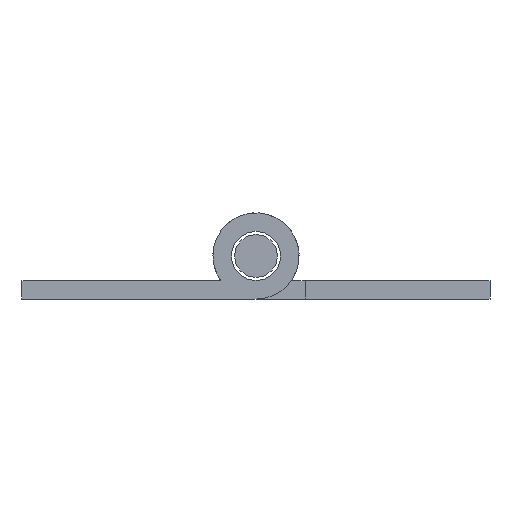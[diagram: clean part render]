
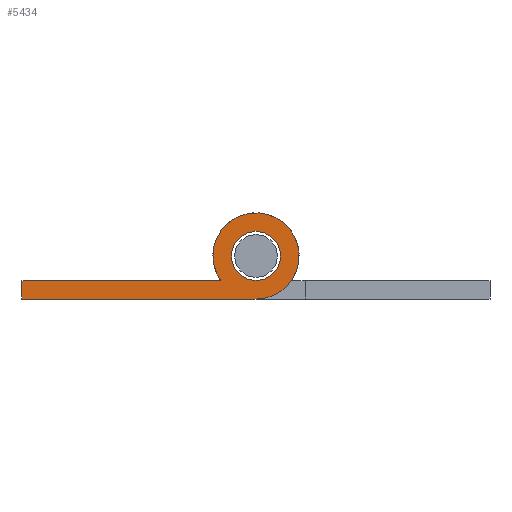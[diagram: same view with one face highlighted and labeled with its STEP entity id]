
A CAD part, front view. The second image highlights one B-rep face of the part: STEP entity #5434.
In plain terms, the highlighted planar face has unit normal (0, -1, 0).
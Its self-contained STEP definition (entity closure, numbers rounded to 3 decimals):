
#4761 = VERTEX_POINT ( 'NONE', #14228 ) ;
#4819 = EDGE_CURVE ( 'NONE', #4820, #4761, #14300, .T. ) ;
#4820 = VERTEX_POINT ( 'NONE', #14295 ) ;
#5434 = ADVANCED_FACE ( 'NONE', ( #15539, #15538 ), #15537, .F. ) ;
#5435 = EDGE_LOOP ( 'NONE', ( #5436, #5440, #5498, #5501 ) ) ;
#5436 = ORIENTED_EDGE ( 'NONE', *, *, #5437, .F. ) ;
#5437 = EDGE_CURVE ( 'NONE', #5438, #5439, #15536, .T. ) ;
#5438 = VERTEX_POINT ( 'NONE', #15591 ) ;
#5439 = VERTEX_POINT ( 'NONE', #15590 ) ;
#5440 = ORIENTED_EDGE ( 'NONE', *, *, #5497, .F. ) ;
#5441 = VERTEX_POINT ( 'NONE', #15589 ) ;
#5497 = EDGE_CURVE ( 'NONE', #5441, #5438, #15678, .T. ) ;
#5498 = ORIENTED_EDGE ( 'NONE', *, *, #5499, .F. ) ;
#5499 = EDGE_CURVE ( 'NONE', #5500, #5441, #15674, .T. ) ;
#5500 = VERTEX_POINT ( 'NONE', #15669 ) ;
#5501 = ORIENTED_EDGE ( 'NONE', *, *, #5502, .F. ) ;
#5502 = EDGE_CURVE ( 'NONE', #5439, #5500, #15668, .T. ) ;
#5503 = EDGE_LOOP ( 'NONE', ( #5504, #5505 ) ) ;
#5504 = ORIENTED_EDGE ( 'NONE', *, *, #4819, .T. ) ;
#5505 = ORIENTED_EDGE ( 'NONE', *, *, #5506, .T. ) ;
#5506 = EDGE_CURVE ( 'NONE', #4761, #4820, #15664, .T. ) ;
#14228 = CARTESIAN_POINT ( 'NONE',  ( 0., -900., 2. ) ) ;
#14295 = CARTESIAN_POINT ( 'NONE',  ( 0., -900., -2. ) ) ;
#14296 = DIRECTION ( 'NONE',  ( 0., 0., 1. ) ) ;
#14297 = DIRECTION ( 'NONE',  ( 0., 1., 0. ) ) ;
#14298 = CARTESIAN_POINT ( 'NONE',  ( 0., -900., 0. ) ) ;
#14299 = AXIS2_PLACEMENT_3D ( 'NONE', #14298, #14297, #14296 ) ;
#14300 = CIRCLE ( 'NONE', #14299, 2. ) ;
#15532 = DIRECTION ( 'NONE',  ( 0., 0., 1. ) ) ;
#15533 = DIRECTION ( 'NONE',  ( 0., 1., 0. ) ) ;
#15534 = CARTESIAN_POINT ( 'NONE',  ( 0., -900., 0. ) ) ;
#15535 = AXIS2_PLACEMENT_3D ( 'NONE', #15534, #15533, #15532 ) ;
#15536 = LINE ( 'NONE', #15594, #15593 ) ;
#15537 = PLANE ( 'NONE',  #15535 ) ;
#15538 = FACE_BOUND ( 'NONE', #5503, .T. ) ;
#15539 = FACE_OUTER_BOUND ( 'NONE', #5435, .T. ) ;
#15589 = CARTESIAN_POINT ( 'NONE',  ( 0., -900., -3.5 ) ) ;
#15590 = CARTESIAN_POINT ( 'NONE',  ( -19., -900., -2. ) ) ;
#15591 = CARTESIAN_POINT ( 'NONE',  ( -19., -900., -3.5 ) ) ;
#15592 = DIRECTION ( 'NONE',  ( 0., 0., 1. ) ) ;
#15593 = VECTOR ( 'NONE', #15592, 1000. ) ;
#15594 = CARTESIAN_POINT ( 'NONE',  ( -19., -900., -2. ) ) ;
#15660 = DIRECTION ( 'NONE',  ( 0., 0., 1. ) ) ;
#15661 = DIRECTION ( 'NONE',  ( 0., 1., 0. ) ) ;
#15662 = CARTESIAN_POINT ( 'NONE',  ( 0., -900., 0. ) ) ;
#15663 = AXIS2_PLACEMENT_3D ( 'NONE', #15662, #15661, #15660 ) ;
#15664 = CIRCLE ( 'NONE', #15663, 2. ) ;
#15665 = DIRECTION ( 'NONE',  ( 1., 0., 0. ) ) ;
#15666 = VECTOR ( 'NONE', #15665, 1000. ) ;
#15667 = CARTESIAN_POINT ( 'NONE',  ( -2.872, -900., -2. ) ) ;
#15668 = LINE ( 'NONE', #15667, #15666 ) ;
#15669 = CARTESIAN_POINT ( 'NONE',  ( -2.872, -900., -2. ) ) ;
#15670 = DIRECTION ( 'NONE',  ( 0., 0., 1. ) ) ;
#15671 = DIRECTION ( 'NONE',  ( 0., 1., 0. ) ) ;
#15672 = CARTESIAN_POINT ( 'NONE',  ( 0., -900., 0. ) ) ;
#15673 = AXIS2_PLACEMENT_3D ( 'NONE', #15672, #15671, #15670 ) ;
#15674 = CIRCLE ( 'NONE', #15673, 3.5 ) ;
#15675 = DIRECTION ( 'NONE',  ( -1., 0., 0. ) ) ;
#15676 = VECTOR ( 'NONE', #15675, 1000. ) ;
#15677 = CARTESIAN_POINT ( 'NONE',  ( -19., -900., -3.5 ) ) ;
#15678 = LINE ( 'NONE', #15677, #15676 ) ;
